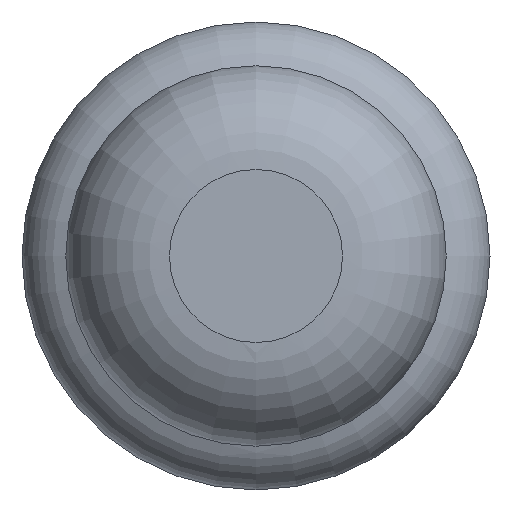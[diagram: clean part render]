
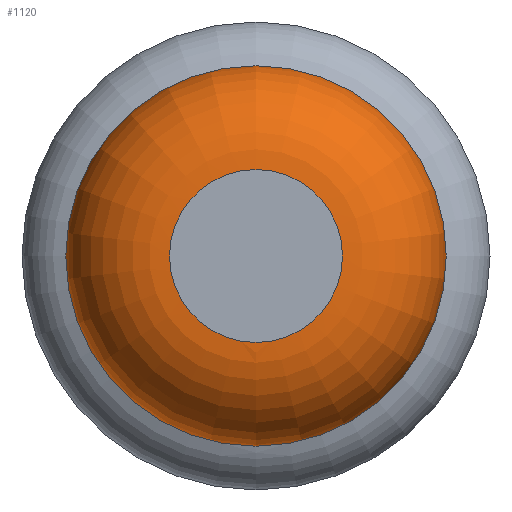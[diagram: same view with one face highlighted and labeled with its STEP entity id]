
A CAD part, front view. The second image highlights one B-rep face of the part: STEP entity #1120.
In plain terms, the highlighted toroidal (fillet/blend) face has major radius 0.375 mm and minor radius 0.45 mm.
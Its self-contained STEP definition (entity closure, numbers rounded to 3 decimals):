
#141 = EDGE_CURVE ( 'NONE', #226, #226, #1205, .T. ) ;
#226 = VERTEX_POINT ( 'NONE', #1808 ) ;
#261 = VERTEX_POINT ( 'NONE', #2344 ) ;
#418 = DIRECTION ( 'NONE',  ( 0., 0., -1. ) ) ;
#657 = TOROIDAL_SURFACE ( 'NONE', #1845, 0.375, 0.45 ) ;
#730 = DIRECTION ( 'NONE',  ( 0., 0., -1. ) ) ;
#1003 = AXIS2_PLACEMENT_3D ( 'NONE', #3019, #2519, #418 ) ;
#1056 = FACE_OUTER_BOUND ( 'NONE', #2706, .T. ) ;
#1120 = ADVANCED_FACE ( 'NONE', ( #2732, #1056 ), #657, .T. ) ;
#1205 = CIRCLE ( 'NONE', #1003, 0.825 ) ;
#1256 = EDGE_LOOP ( 'NONE', ( #2631 ) ) ;
#1808 = CARTESIAN_POINT ( 'NONE',  ( 0., 0.45, -0.825 ) ) ;
#1845 = AXIS2_PLACEMENT_3D ( 'NONE', #3056, #3089, #730 ) ;
#1870 = ORIENTED_EDGE ( 'NONE', *, *, #2532, .F. ) ;
#1877 = CIRCLE ( 'NONE', #3073, 0.375 ) ;
#1935 = DIRECTION ( 'NONE',  ( 0., 0., -1. ) ) ;
#2344 = CARTESIAN_POINT ( 'NONE',  ( 0., 0., -0.375 ) ) ;
#2519 = DIRECTION ( 'NONE',  ( 0., -1., 0. ) ) ;
#2532 = EDGE_CURVE ( 'NONE', #261, #261, #1877, .T. ) ;
#2631 = ORIENTED_EDGE ( 'NONE', *, *, #141, .T. ) ;
#2706 = EDGE_LOOP ( 'NONE', ( #1870 ) ) ;
#2714 = CARTESIAN_POINT ( 'NONE',  ( 0., 0., 0. ) ) ;
#2732 = FACE_OUTER_BOUND ( 'NONE', #1256, .T. ) ;
#3019 = CARTESIAN_POINT ( 'NONE',  ( 0., 0.45, 0. ) ) ;
#3056 = CARTESIAN_POINT ( 'NONE',  ( 0., 0.45, 0. ) ) ;
#3073 = AXIS2_PLACEMENT_3D ( 'NONE', #2714, #3224, #1935 ) ;
#3089 = DIRECTION ( 'NONE',  ( 0., -1., 0. ) ) ;
#3224 = DIRECTION ( 'NONE',  ( 0., -1., 0. ) ) ;
